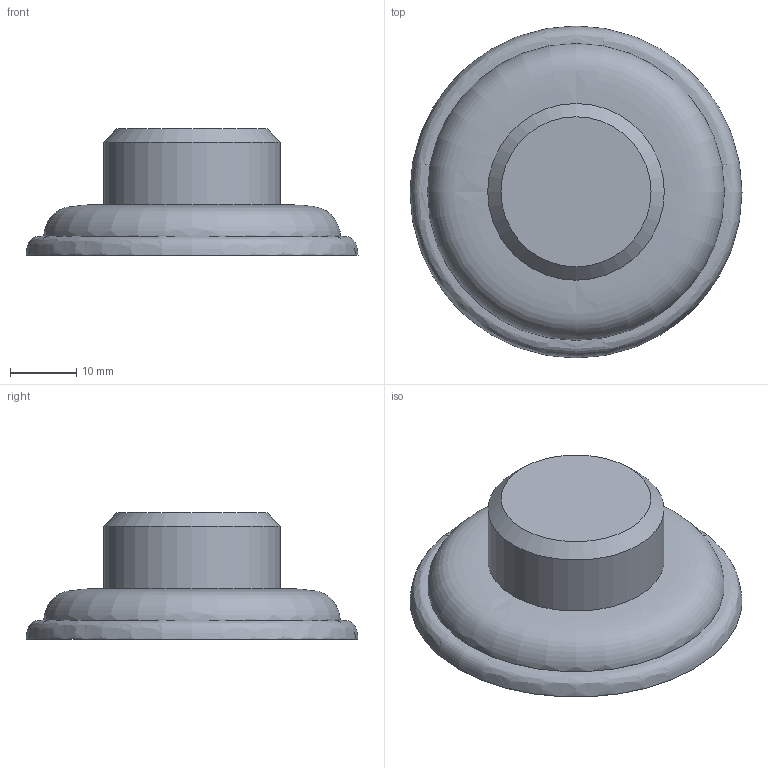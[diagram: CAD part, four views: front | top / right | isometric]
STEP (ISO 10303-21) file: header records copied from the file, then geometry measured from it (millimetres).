
FILE_DESCRIPTION(/* description */ (''),/* implementation_level */ '2;1');
FILE_NAME(/* name */ '',/* time_stamp */ '2025-10-27T10:40:07-04:00',/* author */ (''),/* organization */ (''),/* preprocessor_version */ 'ST-DEVELOPER v20.1',/* originating_system */ 'Autodesk Translation Framework v14.17.0.0',/* authorisation */ '');
FILE_SCHEMA (('AUTOMOTIVE_DESIGN { 1 0 10303 214 3 1 1 }'));
Length unit declared in the file: millimetre
Products named in the file (1): 2025-10-27-10-08-18-161
Bounding box: 50 x 50 x 19 mm (x, y, z)
Volume: 15600.4 mm3; surface area: 5566.7 mm2
Topology: 1 solids, 1 shells, 10 faces, 18 edges, 11 vertices
Faces by surface type: bspline 4, plane 3, cone 1, cylinder 1, torus 1
Full cylindrical faces by diameter (mm): 26.6 x1
Entity records: 1044 total; most frequent: CARTESIAN_POINT 830, DIRECTION 38, ORIENTED_EDGE 36, EDGE_CURVE 18, AXIS2_PLACEMENT_3D 18, EDGE_LOOP 11, CIRCLE 11, VERTEX_POINT 11
